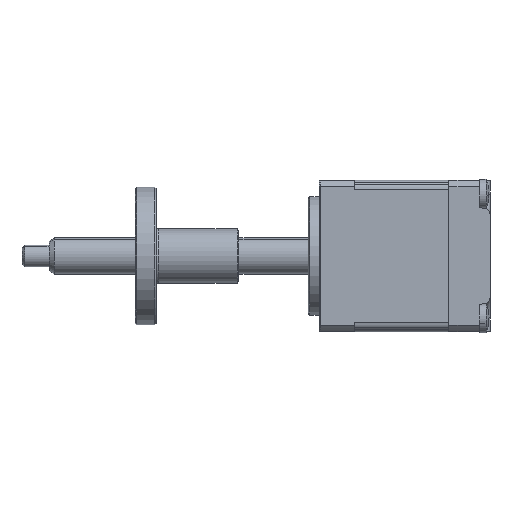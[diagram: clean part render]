
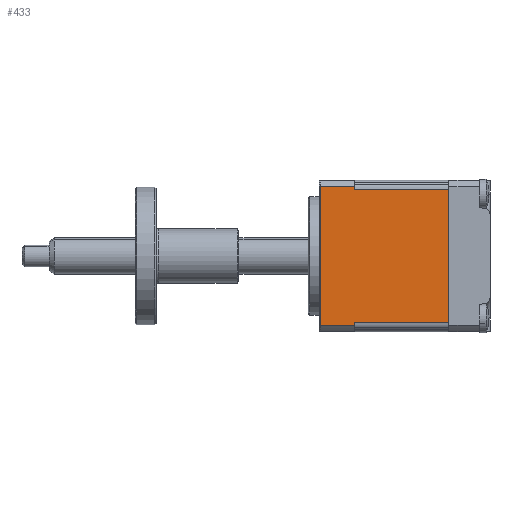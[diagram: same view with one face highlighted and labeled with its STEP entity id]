
A CAD part, left-side view. The second image highlights one B-rep face of the part: STEP entity #433.
In plain terms, the highlighted planar face has unit normal (-1, 0, 0).
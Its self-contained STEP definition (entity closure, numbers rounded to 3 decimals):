
#276 = CARTESIAN_POINT ( 'NONE',  ( -16.455, -9.724, 45.847 ) ) ;
#433 = ADVANCED_FACE ( 'NONE', ( #10791 ), #878, .F. ) ;
#719 = DIRECTION ( 'NONE',  ( 0., 0., 1. ) ) ;
#756 = CARTESIAN_POINT ( 'NONE',  ( -16.455, -9.724, 45.847 ) ) ;
#790 = DIRECTION ( 'NONE',  ( 1., 0., 0. ) ) ;
#809 = VECTOR ( 'NONE', #7382, 1000. ) ;
#878 = PLANE ( 'NONE',  #3636 ) ;
#1097 = CARTESIAN_POINT ( 'NONE',  ( -16.455, 6.676, 20.698 ) ) ;
#1176 = CARTESIAN_POINT ( 'NONE',  ( -16.455, 14.076, 20.698 ) ) ;
#1222 = CARTESIAN_POINT ( 'NONE',  ( -16.455, 14.076, 20.698 ) ) ;
#1482 = CARTESIAN_POINT ( 'NONE',  ( -16.455, 7.776, 21.353 ) ) ;
#2026 = LINE ( 'NONE', #10268, #2326 ) ;
#2326 = VECTOR ( 'NONE', #11124, 1000. ) ;
#2438 = VECTOR ( 'NONE', #3006, 1000. ) ;
#2721 = LINE ( 'NONE', #9244, #2438 ) ;
#3006 = DIRECTION ( 'NONE',  ( 0., 0., -1. ) ) ;
#3417 = EDGE_CURVE ( 'NONE', #7759, #4167, #7455, .T. ) ;
#3598 = LINE ( 'NONE', #10835, #809 ) ;
#3627 = LINE ( 'NONE', #8243, #11634 ) ;
#3636 = AXIS2_PLACEMENT_3D ( 'NONE', #756, #790, #719 ) ;
#3648 = CARTESIAN_POINT ( 'NONE',  ( -16.455, 7.776, 45.847 ) ) ;
#4167 = VERTEX_POINT ( 'NONE', #1176 ) ;
#4564 = VERTEX_POINT ( 'NONE', #7325 ) ;
#4685 = DIRECTION ( 'NONE',  ( 0., 0., -1. ) ) ;
#4837 = DIRECTION ( 'NONE',  ( 0., 1., 0. ) ) ;
#5097 = DIRECTION ( 'NONE',  ( 0., 1., 0. ) ) ;
#5121 = VECTOR ( 'NONE', #9310, 1000. ) ;
#5222 = EDGE_CURVE ( 'NONE', #9546, #9564, #5359, .T. ) ;
#5326 = EDGE_CURVE ( 'NONE', #10373, #11002, #2026, .T. ) ;
#5359 = LINE ( 'NONE', #6645, #5921 ) ;
#5921 = VECTOR ( 'NONE', #8351, 1000. ) ;
#6038 = EDGE_CURVE ( 'NONE', #4564, #7759, #11521, .T. ) ;
#6645 = CARTESIAN_POINT ( 'NONE',  ( -16.455, -9.724, 21.353 ) ) ;
#7208 = ORIENTED_EDGE ( 'NONE', *, *, #5326, .T. ) ;
#7325 = CARTESIAN_POINT ( 'NONE',  ( -16.455, 7.776, 46.502 ) ) ;
#7343 = ORIENTED_EDGE ( 'NONE', *, *, #10755, .F. ) ;
#7382 = DIRECTION ( 'NONE',  ( 0., 0., -1. ) ) ;
#7455 = LINE ( 'NONE', #1222, #5121 ) ;
#7563 = ORIENTED_EDGE ( 'NONE', *, *, #6038, .T. ) ;
#7624 = ORIENTED_EDGE ( 'NONE', *, *, #3417, .T. ) ;
#7716 = CARTESIAN_POINT ( 'NONE',  ( -16.455, 6.676, 46.502 ) ) ;
#7744 = ORIENTED_EDGE ( 'NONE', *, *, #9767, .F. ) ;
#7759 = VERTEX_POINT ( 'NONE', #10907 ) ;
#7852 = ORIENTED_EDGE ( 'NONE', *, *, #9254, .F. ) ;
#7876 = ORIENTED_EDGE ( 'NONE', *, *, #5222, .F. ) ;
#8031 = ORIENTED_EDGE ( 'NONE', *, *, #8947, .F. ) ;
#8076 = VERTEX_POINT ( 'NONE', #11452 ) ;
#8243 = CARTESIAN_POINT ( 'NONE',  ( -16.455, 7.776, 20.698 ) ) ;
#8351 = DIRECTION ( 'NONE',  ( 0., 1., 0. ) ) ;
#8947 = EDGE_CURVE ( 'NONE', #10373, #9546, #2721, .T. ) ;
#9244 = CARTESIAN_POINT ( 'NONE',  ( -16.455, -9.724, 45.847 ) ) ;
#9254 = EDGE_CURVE ( 'NONE', #9564, #8076, #3598, .T. ) ;
#9310 = DIRECTION ( 'NONE',  ( 0., 0., -1. ) ) ;
#9546 = VERTEX_POINT ( 'NONE', #10442 ) ;
#9564 = VERTEX_POINT ( 'NONE', #1482 ) ;
#9767 = EDGE_CURVE ( 'NONE', #8076, #4167, #10642, .T. ) ;
#10268 = CARTESIAN_POINT ( 'NONE',  ( -16.455, -9.724, 45.847 ) ) ;
#10373 = VERTEX_POINT ( 'NONE', #276 ) ;
#10381 = VECTOR ( 'NONE', #4837, 1000. ) ;
#10442 = CARTESIAN_POINT ( 'NONE',  ( -16.455, -9.724, 21.353 ) ) ;
#10523 = EDGE_LOOP ( 'NONE', ( #7208, #7343, #7563, #7624, #7744, #7852, #7876, #8031 ) ) ;
#10642 = LINE ( 'NONE', #1097, #10381 ) ;
#10755 = EDGE_CURVE ( 'NONE', #4564, #11002, #3627, .T. ) ;
#10791 = FACE_OUTER_BOUND ( 'NONE', #10523, .T. ) ;
#10835 = CARTESIAN_POINT ( 'NONE',  ( -16.455, 7.776, 20.698 ) ) ;
#10907 = CARTESIAN_POINT ( 'NONE',  ( -16.455, 14.076, 46.502 ) ) ;
#11002 = VERTEX_POINT ( 'NONE', #3648 ) ;
#11124 = DIRECTION ( 'NONE',  ( 0., 1., 0. ) ) ;
#11234 = VECTOR ( 'NONE', #5097, 1000. ) ;
#11452 = CARTESIAN_POINT ( 'NONE',  ( -16.455, 7.776, 20.698 ) ) ;
#11521 = LINE ( 'NONE', #7716, #11234 ) ;
#11634 = VECTOR ( 'NONE', #4685, 1000. ) ;
